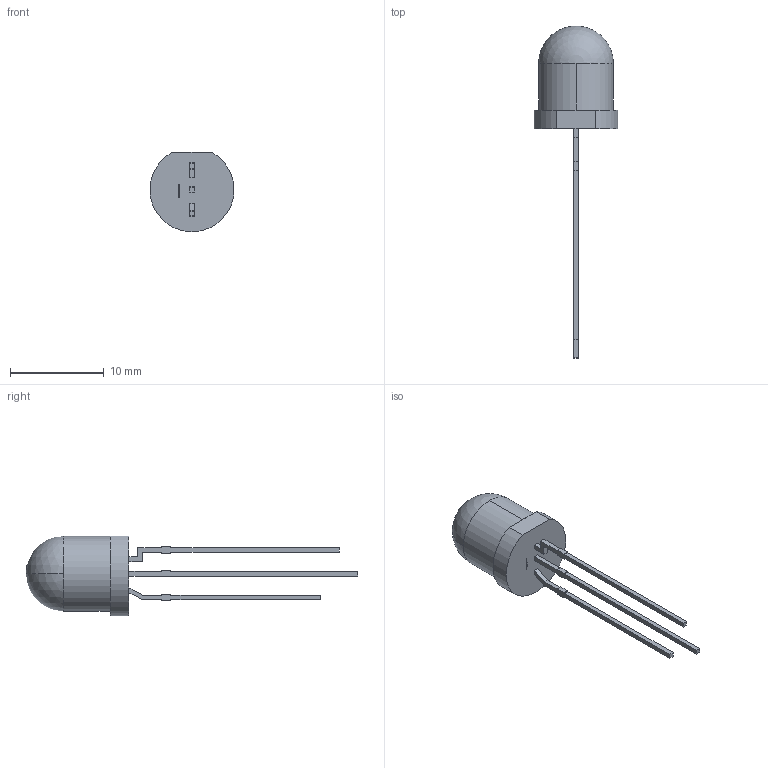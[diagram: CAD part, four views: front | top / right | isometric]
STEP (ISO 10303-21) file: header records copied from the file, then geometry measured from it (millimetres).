
FILE_DESCRIPTION (( 'STEP AP214' ), '1' );
FILE_NAME ('XLxxx81.STEP', '2015-09-10T17:12:31', ( '' ), ( '' ), 'SwSTEP 2.0', 'SolidWorks 2012', '' );
FILE_SCHEMA (( 'AUTOMOTIVE_DESIGN' ));
Length unit declared in the file: millimetre
Products named in the file (1): XLxxx81
Bounding box: 8.98 x 35.5 x 8.5 mm (x, y, z)
Volume: 527.2 mm3; surface area: 495.7 mm2
Topology: 1 solids, 1 shells, 244 faces, 670 edges, 445 vertices
Faces by surface type: plane 170, bspline 68, cylinder 4, sphere 2
Entity records: 13030 total; most frequent: CARTESIAN_POINT 4570, ORIENTED_EDGE 1336, DIRECTION 898, EDGE_CURVE 668, VECTOR 520, LINE 520, VERTEX_POINT 445, EDGE_LOOP 263
